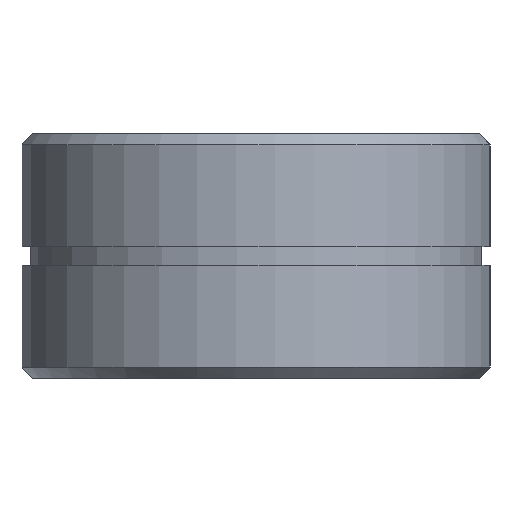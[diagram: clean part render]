
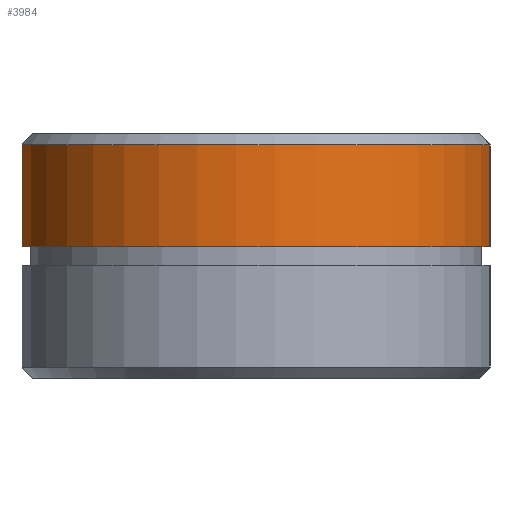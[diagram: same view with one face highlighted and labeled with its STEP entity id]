
A CAD part, front view. The second image highlights one B-rep face of the part: STEP entity #3984.
In plain terms, the highlighted cylindrical face has radius 20.85 mm (diameter 41.7 mm), a partial arc.
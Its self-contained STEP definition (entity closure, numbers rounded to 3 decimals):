
#21 = CARTESIAN_POINT ( 'NONE',  ( 0., 0., 10. ) ) ;
#25 = VECTOR ( 'NONE', #351, 1000. ) ;
#38 = DIRECTION ( 'NONE',  ( -1., 0., 0. ) ) ;
#151 = ORIENTED_EDGE ( 'NONE', *, *, #3301, .T. ) ;
#347 = AXIS2_PLACEMENT_3D ( 'NONE', #1811, #3356, #1124 ) ;
#351 = DIRECTION ( 'NONE',  ( 0., 0., 1. ) ) ;
#560 = CIRCLE ( 'NONE', #695, 20.85 ) ;
#570 = CARTESIAN_POINT ( 'NONE',  ( 20.637, 2.97, 10. ) ) ;
#612 = LINE ( 'NONE', #4217, #25 ) ;
#626 = VECTOR ( 'NONE', #3312, 1000. ) ;
#695 = AXIS2_PLACEMENT_3D ( 'NONE', #21, #4230, #38 ) ;
#1124 = DIRECTION ( 'NONE',  ( -1., 0., 0. ) ) ;
#1171 = VERTEX_POINT ( 'NONE', #1880 ) ;
#1419 = CARTESIAN_POINT ( 'NONE',  ( 0., 0., 1. ) ) ;
#1811 = CARTESIAN_POINT ( 'NONE',  ( 0., 0., 21.6 ) ) ;
#1820 = VERTEX_POINT ( 'NONE', #2446 ) ;
#1880 = CARTESIAN_POINT ( 'NONE',  ( -20.648, 2.894, 1. ) ) ;
#1997 = AXIS2_PLACEMENT_3D ( 'NONE', #1419, #2093, #3806 ) ;
#2032 = EDGE_LOOP ( 'NONE', ( #3605, #3945, #2890, #151 ) ) ;
#2093 = DIRECTION ( 'NONE',  ( 0., 0., 1. ) ) ;
#2114 = CYLINDRICAL_SURFACE ( 'NONE', #347, 20.85 ) ;
#2446 = CARTESIAN_POINT ( 'NONE',  ( 20.637, 2.97, 1. ) ) ;
#2598 = LINE ( 'NONE', #2939, #626 ) ;
#2730 = FACE_OUTER_BOUND ( 'NONE', #2032, .T. ) ;
#2890 = ORIENTED_EDGE ( 'NONE', *, *, #3814, .T. ) ;
#2939 = CARTESIAN_POINT ( 'NONE',  ( 20.637, 2.97, 21.6 ) ) ;
#2998 = VERTEX_POINT ( 'NONE', #570 ) ;
#3294 = CIRCLE ( 'NONE', #1997, 20.85 ) ;
#3301 = EDGE_CURVE ( 'NONE', #1820, #1171, #3294, .T. ) ;
#3312 = DIRECTION ( 'NONE',  ( 0., 0., -1. ) ) ;
#3356 = DIRECTION ( 'NONE',  ( 0., 0., -1. ) ) ;
#3434 = CARTESIAN_POINT ( 'NONE',  ( -20.648, 2.894, 10. ) ) ;
#3528 = VERTEX_POINT ( 'NONE', #3434 ) ;
#3605 = ORIENTED_EDGE ( 'NONE', *, *, #3617, .T. ) ;
#3617 = EDGE_CURVE ( 'NONE', #1171, #3528, #612, .T. ) ;
#3806 = DIRECTION ( 'NONE',  ( 1., 0., 0. ) ) ;
#3814 = EDGE_CURVE ( 'NONE', #2998, #1820, #2598, .T. ) ;
#3817 = EDGE_CURVE ( 'NONE', #3528, #2998, #560, .T. ) ;
#3945 = ORIENTED_EDGE ( 'NONE', *, *, #3817, .T. ) ;
#3984 = ADVANCED_FACE ( 'NONE', ( #2730 ), #2114, .T. ) ;
#4217 = CARTESIAN_POINT ( 'NONE',  ( -20.648, 2.894, 21.6 ) ) ;
#4230 = DIRECTION ( 'NONE',  ( 0., 0., -1. ) ) ;
